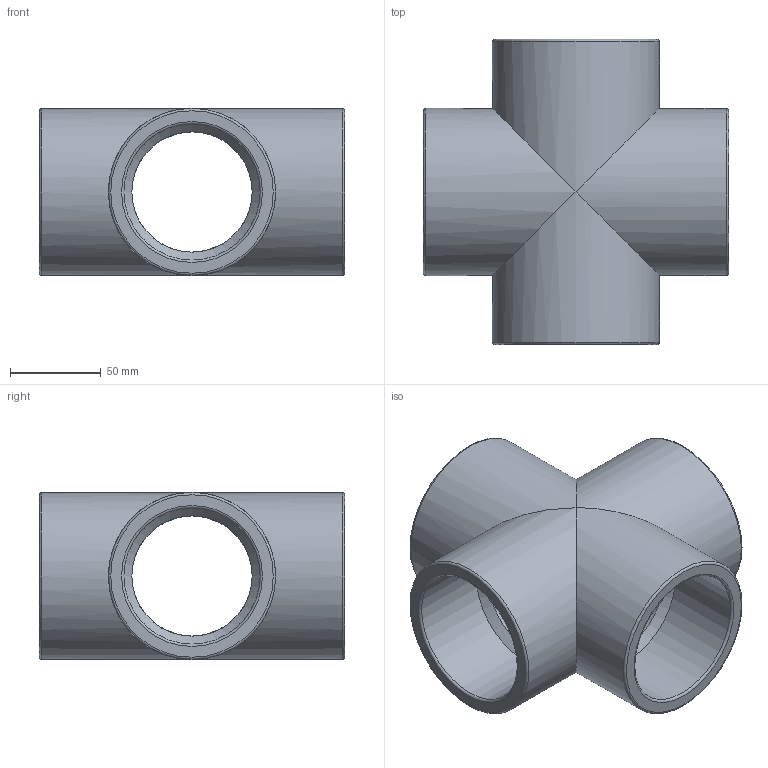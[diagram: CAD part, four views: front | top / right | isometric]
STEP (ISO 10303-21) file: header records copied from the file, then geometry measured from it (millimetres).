
FILE_DESCRIPTION( ( 'STEP AP214' ), ' ' );
FILE_NAME( '2.50.075.stp', '2015-08-11T07:06:44', ( '' ), ( '' ), ' ', 'PARTsolutions', ' ' );
FILE_SCHEMA( ( 'AUTOMOTIVE_DESIGN { 1 0 10303 214 1 1 1 1 }' ) );
Length unit declared in the file: millimetre
Products named in the file (1): _2.50.075
Bounding box: 168 x 168 x 92 mm (x, y, z)
Volume: 570484.1 mm3; surface area: 130102.7 mm2
Topology: 1 solids, 1 shells, 28 faces, 56 edges, 28 vertices
Faces by surface type: cylinder 12, torus 8, plane 4, cone 4
Full cylindrical faces by diameter (mm): 66.2 x4, 75 x4, 92 x4
Entity records: 840 total; most frequent: DIRECTION 122, CARTESIAN_POINT 89, ORIENTED_EDGE 64, AXIS2_PLACEMENT_3D 61, EDGE_LOOP 56, FACE_OUTER_BOUND 48, EDGE_CURVE 32, STYLED_ITEM 28
